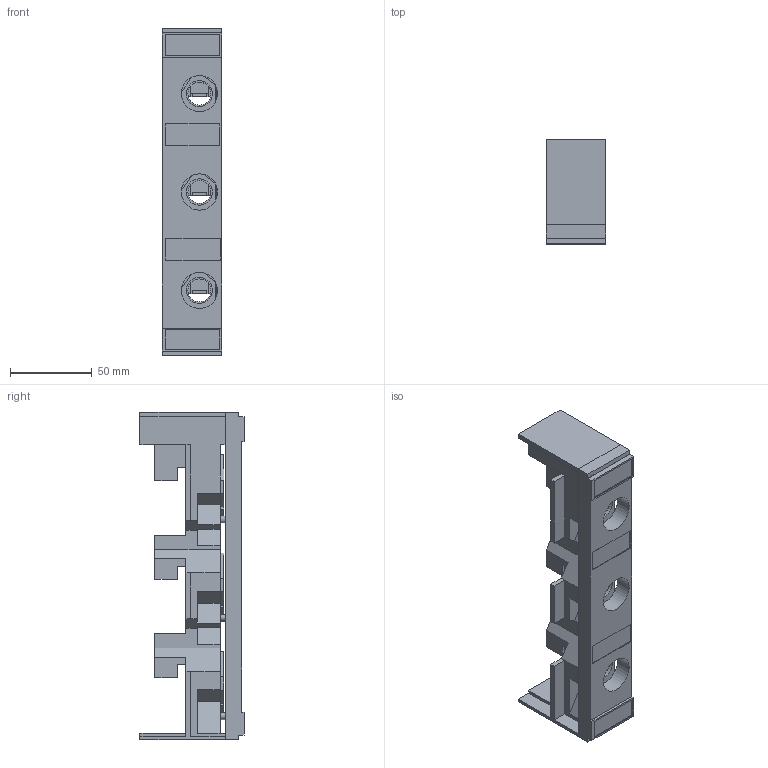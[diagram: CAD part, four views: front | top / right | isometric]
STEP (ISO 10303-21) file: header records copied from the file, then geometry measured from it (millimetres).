
FILE_DESCRIPTION(/* description */ ('STEP AP214'),/* implementation_level */ '2;1');
FILE_NAME(/* name */ '31936',/* time_stamp */ '2023-10-04T14:36:24+02:00',/* author */ ('License CC BY-ND 4.0'),/* organization */ ('CADENAS'),/* preprocessor_version */ 'ST-DEVELOPER v19.3',/* originating_system */ 'PARTsolutions',/* authorisation */ ' ');
FILE_SCHEMA (('AUTOMOTIVE_DESIGN {1 0 10303 214 3 1 1}'));
Length unit declared in the file: millimetre
Products named in the file (5): 31936; 01424; 75033000; 30414000; 77027000
Assembly tree (8 placements, depth 2):
  31936
    01424
    75033000  x3
    30414000  x3
    77027000
Bounding box: 36 x 63.5 x 200 mm (x, y, z)
Volume: 99390.7 mm3; surface area: 76264.7 mm2
Topology: 8 solids, 8 shells, 386 faces, 1057 edges, 696 vertices
Faces by surface type: plane 329, cylinder 51, torus 6
Full cylindrical faces by diameter (mm): 4 x6, 8 x3, 14 x3, 16 x3, 18 x3, 22.1 x3, 24.55 x3
Entity records: 8890 total; most frequent: CARTESIAN_POINT 1584, ORIENTED_EDGE 1510, DIRECTION 1392, EDGE_CURVE 755, LINE 676, VECTOR 676, VERTEX_POINT 506, AXIS2_PLACEMENT_3D 358
